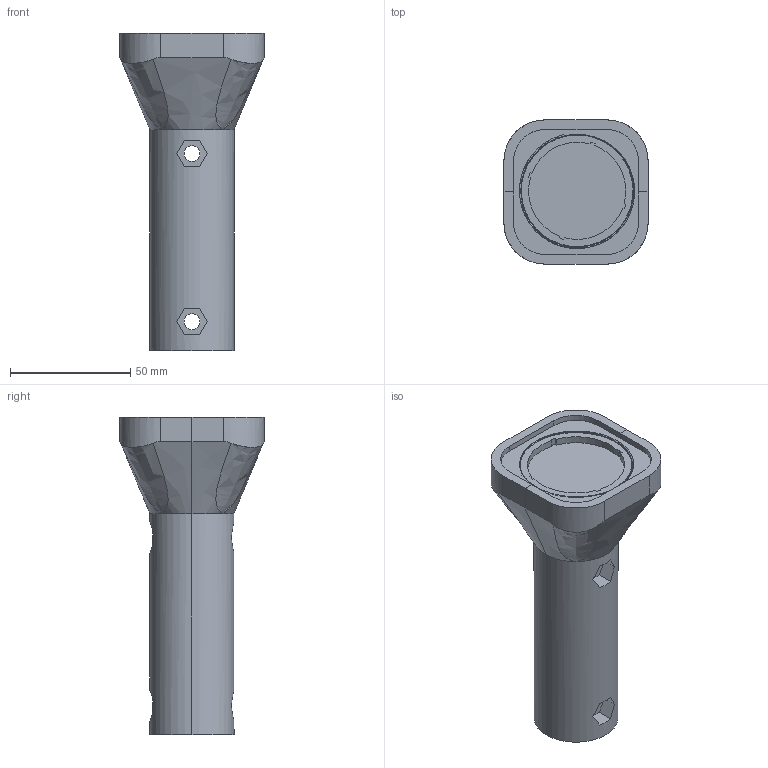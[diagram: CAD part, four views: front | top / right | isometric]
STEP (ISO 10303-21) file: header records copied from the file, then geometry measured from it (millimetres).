
FILE_DESCRIPTION (( 'STEP AP214' ), '1' );
FILE_NAME ('DISASSEMBLY BOM.STEP', '2021-08-26T08:58:36', ( '' ), ( '' ), 'SwSTEP 2.0', 'SolidWorks 2019', '' );
FILE_SCHEMA (( 'AUTOMOTIVE_DESIGN' ));
Length unit declared in the file: millimetre
Products named in the file (9): TORCH BODY - UPPER; BULB HOUSING; TORCH BODY - LOWER; TORCH BODY; BULB; DISASSEMBLY BOM; LENS RETAINING RING; BULB ASSEMBLY; LENS
Assembly tree (8 placements, depth 3):
  DISASSEMBLY BOM
    TORCH BODY
      TORCH BODY - LOWER
      TORCH BODY - UPPER
    BULB ASSEMBLY
      BULB HOUSING
      LENS RETAINING RING
      LENS
      BULB
Bounding box: 60 x 60 x 132 mm (x, y, z)
Volume: 60490.3 mm3; surface area: 58801.5 mm2
Topology: 6 solids, 6 shells, 277 faces, 722 edges, 452 vertices
Faces by surface type: plane 111, cylinder 101, bspline 44, cone 14, sphere 7
Entity records: 20948 total; most frequent: CARTESIAN_POINT 14499, ORIENTED_EDGE 1380, DIRECTION 1114, EDGE_CURVE 690, VERTEX_POINT 443, AXIS2_PLACEMENT_3D 400, LINE 314, VECTOR 314
